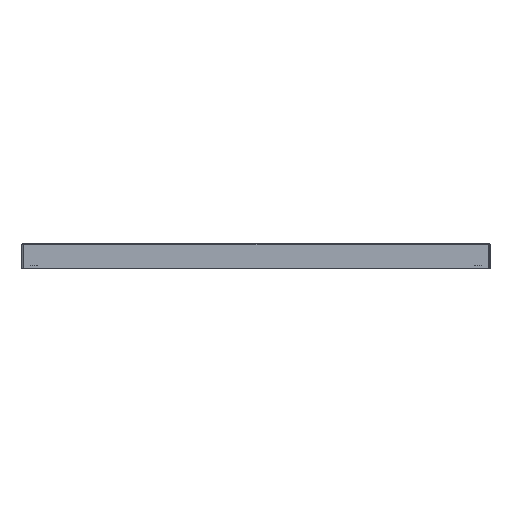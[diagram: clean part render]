
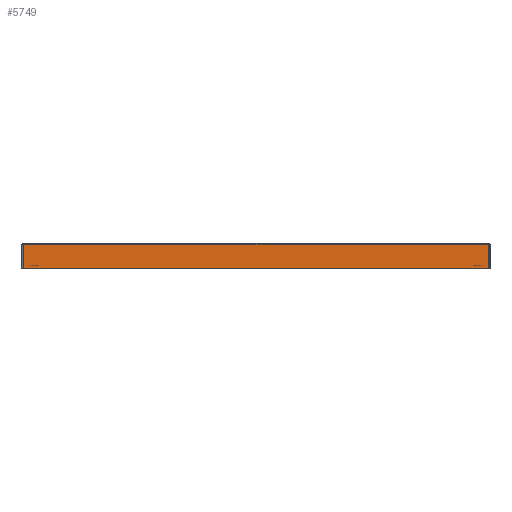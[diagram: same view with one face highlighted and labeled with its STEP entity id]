
A CAD part, left-side view. The second image highlights one B-rep face of the part: STEP entity #5749.
In plain terms, the highlighted planar face has unit normal (-1, 0, 0).
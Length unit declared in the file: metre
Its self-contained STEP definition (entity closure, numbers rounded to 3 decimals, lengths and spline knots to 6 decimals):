
#889=ORIENTED_EDGE('',*,*,#2553,.T.);
#890=ORIENTED_EDGE('',*,*,#2554,.T.);
#891=ORIENTED_EDGE('',*,*,#2555,.T.);
#892=ORIENTED_EDGE('',*,*,#2348,.T.);
#2348=EDGE_CURVE('',#3202,#3201,#3682,.T.);
#2553=EDGE_CURVE('',#3201,#3364,#3855,.F.);
#2554=EDGE_CURVE('',#3364,#3365,#3856,.T.);
#2555=EDGE_CURVE('',#3365,#3202,#3857,.T.);
#3201=VERTEX_POINT('',#8831);
#3202=VERTEX_POINT('',#8833);
#3364=VERTEX_POINT('',#9248);
#3365=VERTEX_POINT('',#9250);
#3682=LINE('',#8832,#4230);
#3855=LINE('',#9247,#4403);
#3856=LINE('',#9249,#4404);
#3857=LINE('',#9251,#4405);
#4230=VECTOR('',#6929,1.);
#4403=VECTOR('',#7262,1.);
#4404=VECTOR('',#7263,1.);
#4405=VECTOR('',#7264,1.);
#4788=EDGE_LOOP('',(#889,#890,#891,#892));
#5192=FACE_BOUND('',#4788,.T.);
#5577=PLANE('',#6216);
#5749=ADVANCED_FACE('',(#5192),#5577,.F.);
#6216=AXIS2_PLACEMENT_3D('',#9246,#7260,#7261);
#6929=DIRECTION('',(0.,-1.,0.));
#7260=DIRECTION('',(1.,0.,0.));
#7261=DIRECTION('',(0.,0.,-1.));
#7262=DIRECTION('',(0.,0.,-1.));
#7263=DIRECTION('',(0.,1.,0.));
#7264=DIRECTION('',(0.,0.,-1.));
#8831=CARTESIAN_POINT('',(-0.163,-0.0705,0.0075));
#8832=CARTESIAN_POINT('',(-0.163,0.,0.0075));
#8833=CARTESIAN_POINT('',(-0.163,0.0705,0.0075));
#9246=CARTESIAN_POINT('',(-0.163,0.,0.015));
#9247=CARTESIAN_POINT('',(-0.163,-0.0705,0.015));
#9248=CARTESIAN_POINT('',(-0.163,-0.0705,0.0148));
#9249=CARTESIAN_POINT('',(-0.163,0.0705,0.0148));
#9250=CARTESIAN_POINT('',(-0.163,0.0705,0.0148));
#9251=CARTESIAN_POINT('',(-0.163,0.0705,0.015));
